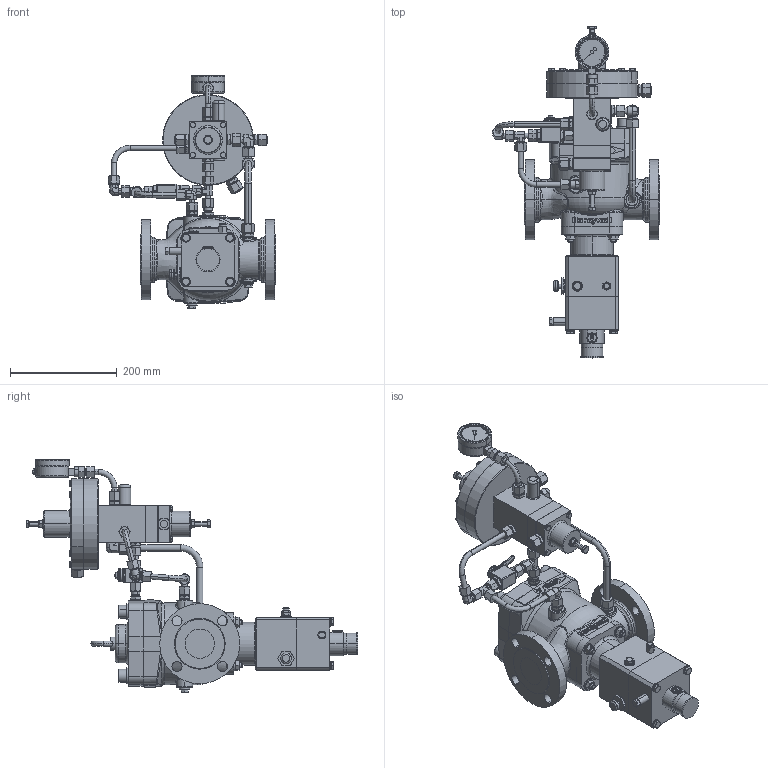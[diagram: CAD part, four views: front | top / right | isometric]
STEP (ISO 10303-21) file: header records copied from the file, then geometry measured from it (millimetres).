
FILE_DESCRIPTION (( 'STEP AP214' ), '1' );
FILE_NAME ('HON5020_DN50_class150_HON625(LP).STEP', '2020-03-16T07:01:35', ( '' ), ( '' ), 'SwSTEP 2.0', 'SolidWorks 2017', '' );
FILE_SCHEMA (( 'AUTOMOTIVE_DESIGN' ));
Length unit declared in the file: millimetre
Products named in the file (1): HON5020_DN50_class150_HON625(LP)
Bounding box: 313.93 x 621.18 x 436.55 mm (x, y, z)
Volume: 8976379.6 mm3; surface area: 592550.7 mm2
Topology: 8 solids, 8 shells, 3241 faces, 7818 edges, 4798 vertices
Faces by surface type: plane 1366, cone 686, cylinder 596, bspline 419, torus 150, sphere 24
Entity records: 136751 total; most frequent: CARTESIAN_POINT 50862, ORIENTED_EDGE 15572, DIRECTION 13385, EDGE_CURVE 7786, AXIS2_PLACEMENT_3D 5140, VERTEX_POINT 4796, EDGE_LOOP 3530, FACE_OUTER_BOUND 3241
